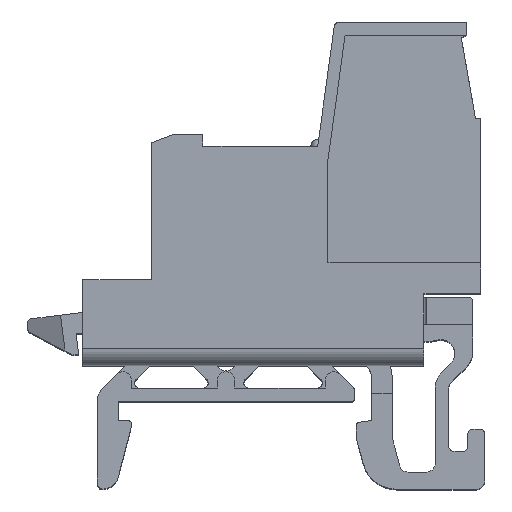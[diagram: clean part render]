
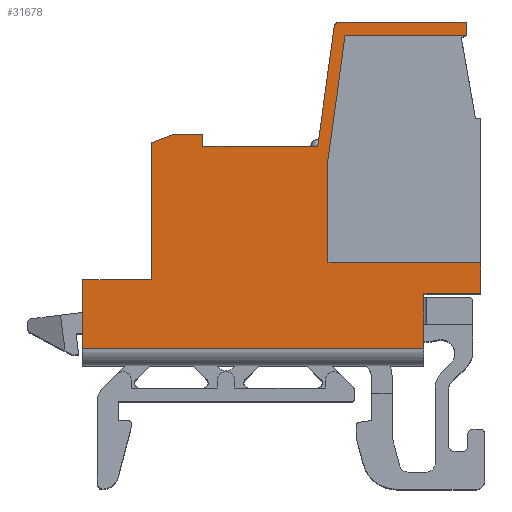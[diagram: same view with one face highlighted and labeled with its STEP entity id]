
A CAD part, top view. The second image highlights one B-rep face of the part: STEP entity #31678.
In plain terms, the highlighted planar face has unit normal (0, 0, 1).
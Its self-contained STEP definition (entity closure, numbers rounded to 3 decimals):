
#137=DIRECTION('',(0.,-1.,0.));
#138=VECTOR('',#137,3.2);
#139=CARTESIAN_POINT('',(15.9,-0.8,3.24));
#140=LINE('',#139,#138);
#4712=DIRECTION('',(0.,-1.,0.));
#4713=VECTOR('',#4712,8.);
#4714=CARTESIAN_POINT('',(0.,8.,3.24));
#4715=LINE('',#4714,#4713);
#7335=CARTESIAN_POINT('',(10.961,14.75,3.24));
#7336=DIRECTION('',(0.,0.,1.));
#7337=DIRECTION('',(0.,1.,0.));
#7338=AXIS2_PLACEMENT_3D('',#7335,#7336,#7337);
#7340=DIRECTION('',(-1.,0.,0.));
#7341=VECTOR('',#7340,7.439);
#7342=CARTESIAN_POINT('',(18.4,15.05,3.24));
#7343=LINE('',#7342,#7341);
#7344=DIRECTION('',(0.,1.,0.));
#7345=VECTOR('',#7344,0.75);
#7346=CARTESIAN_POINT('',(18.4,14.3,3.24));
#7347=LINE('',#7346,#7345);
#7348=DIRECTION('',(0.894,0.447,0.));
#7349=VECTOR('',#7348,0.112);
#7350=CARTESIAN_POINT('',(18.3,14.25,3.24));
#7351=LINE('',#7350,#7349);
#7352=DIRECTION('',(-1.,0.,0.));
#7353=VECTOR('',#7352,7.004);
#7354=CARTESIAN_POINT('',(18.3,14.25,3.24));
#7355=LINE('',#7354,#7353);
#7356=DIRECTION('',(-0.137,-0.991,0.));
#7357=VECTOR('',#7356,7.291);
#7358=CARTESIAN_POINT('',(11.296,14.25,3.24));
#7359=LINE('',#7358,#7357);
#7360=DIRECTION('',(0.,-1.,0.));
#7361=VECTOR('',#7360,6.027);
#7362=CARTESIAN_POINT('',(10.3,7.027,3.24));
#7363=LINE('',#7362,#7361);
#7364=DIRECTION('',(-1.,0.,0.));
#7365=VECTOR('',#7364,8.9);
#7366=CARTESIAN_POINT('',(19.2,1.,3.24));
#7367=LINE('',#7366,#7365);
#7368=DIRECTION('',(-1.,0.,0.));
#7369=VECTOR('',#7368,19.9);
#7370=CARTESIAN_POINT('',(15.9,-4.,3.24));
#7371=LINE('',#7370,#7369);
#7372=DIRECTION('',(-1.,0.,0.));
#7373=VECTOR('',#7372,4.);
#7374=CARTESIAN_POINT('',(0.,0.,3.24));
#7375=LINE('',#7374,#7373);
#7376=DIRECTION('',(-0.933,-0.359,0.));
#7377=VECTOR('',#7376,1.393);
#7378=CARTESIAN_POINT('',(1.3,8.5,3.24));
#7379=LINE('',#7378,#7377);
#7380=DIRECTION('',(-1.,0.,0.));
#7381=VECTOR('',#7380,1.7);
#7382=CARTESIAN_POINT('',(3.,8.5,3.24));
#7383=LINE('',#7382,#7381);
#7384=DIRECTION('',(0.,1.,0.));
#7385=VECTOR('',#7384,0.7);
#7386=CARTESIAN_POINT('',(3.,7.8,3.24));
#7387=LINE('',#7386,#7385);
#7388=DIRECTION('',(-1.,0.,0.));
#7389=VECTOR('',#7388,6.7);
#7390=CARTESIAN_POINT('',(9.7,7.8,3.24));
#7391=LINE('',#7390,#7389);
#7392=DIRECTION('',(-0.137,-0.991,0.));
#7393=VECTOR('',#7392,7.057);
#7394=CARTESIAN_POINT('',(10.664,14.791,3.24));
#7395=LINE('',#7394,#7393);
#11240=DIRECTION('',(-1.,0.,0.));
#11241=VECTOR('',#11240,3.3);
#11242=CARTESIAN_POINT('',(19.2,-0.8,3.24));
#11243=LINE('',#11242,#11241);
#11252=DIRECTION('',(0.,1.,0.));
#11253=VECTOR('',#11252,1.8);
#11254=CARTESIAN_POINT('',(19.2,-0.8,3.24));
#11255=LINE('',#11254,#11253);
#11374=DIRECTION('',(0.,-1.,0.));
#11375=VECTOR('',#11374,4.);
#11376=CARTESIAN_POINT('',(-4.,0.,3.24));
#11377=LINE('',#11376,#11375);
#17008=CARTESIAN_POINT('',(9.7,7.8,3.24));
#17009=CARTESIAN_POINT('',(3.,7.8,3.24));
#17010=VERTEX_POINT('',#17008);
#17011=VERTEX_POINT('',#17009);
#17012=CARTESIAN_POINT('',(3.,8.5,3.24));
#17013=VERTEX_POINT('',#17012);
#17014=CARTESIAN_POINT('',(1.3,8.5,3.24));
#17015=CARTESIAN_POINT('',(0.,8.,3.24));
#17016=VERTEX_POINT('',#17014);
#17017=VERTEX_POINT('',#17015);
#17030=CARTESIAN_POINT('',(10.3,7.027,3.24));
#17031=CARTESIAN_POINT('',(10.3,1.,3.24));
#17032=VERTEX_POINT('',#17030);
#17033=VERTEX_POINT('',#17031);
#17034=CARTESIAN_POINT('',(19.2,1.,3.24));
#17035=VERTEX_POINT('',#17034);
#17036=CARTESIAN_POINT('',(11.296,14.25,3.24));
#17037=VERTEX_POINT('',#17036);
#17048=CARTESIAN_POINT('',(18.3,14.25,3.24));
#17049=VERTEX_POINT('',#17048);
#17050=CARTESIAN_POINT('',(18.4,14.3,3.24));
#17051=VERTEX_POINT('',#17050);
#17054=CARTESIAN_POINT('',(18.4,15.05,3.24));
#17055=VERTEX_POINT('',#17054);
#17091=CARTESIAN_POINT('',(-4.,0.,3.24));
#17093=VERTEX_POINT('',#17091);
#17098=CARTESIAN_POINT('',(0.,0.,3.24));
#17099=VERTEX_POINT('',#17098);
#17101=CARTESIAN_POINT('',(-4.,-4.,3.24));
#17103=VERTEX_POINT('',#17101);
#17104=CARTESIAN_POINT('',(15.9,-4.,3.24));
#17105=VERTEX_POINT('',#17104);
#17117=CARTESIAN_POINT('',(19.2,-0.8,3.24));
#17119=VERTEX_POINT('',#17117);
#17121=CARTESIAN_POINT('',(15.9,-0.8,3.24));
#17123=VERTEX_POINT('',#17121);
#17186=CARTESIAN_POINT('',(10.961,15.05,3.24));
#17187=CARTESIAN_POINT('',(10.664,14.791,3.24));
#17188=VERTEX_POINT('',#17186);
#17189=VERTEX_POINT('',#17187);
#31640=CARTESIAN_POINT('',(0.,0.,3.24));
#31641=DIRECTION('',(0.,0.,1.));
#31642=DIRECTION('',(1.,0.,0.));
#31643=AXIS2_PLACEMENT_3D('',#31640,#31641,#31642);
#31644=PLANE('',#31643);
#31645=ORIENTED_EDGE('',*,*,#27434,.F.);
#31646=ORIENTED_EDGE('',*,*,#23188,.F.);
#31648=ORIENTED_EDGE('',*,*,#31647,.F.);
#31650=ORIENTED_EDGE('',*,*,#31649,.F.);
#31652=ORIENTED_EDGE('',*,*,#31651,.T.);
#31654=ORIENTED_EDGE('',*,*,#31653,.T.);
#31656=ORIENTED_EDGE('',*,*,#31655,.T.);
#31658=ORIENTED_EDGE('',*,*,#31657,.F.);
#31660=ORIENTED_EDGE('',*,*,#31659,.F.);
#31662=ORIENTED_EDGE('',*,*,#31661,.T.);
#31663=ORIENTED_EDGE('',*,*,#21338,.T.);
#31665=ORIENTED_EDGE('',*,*,#31664,.T.);
#31667=ORIENTED_EDGE('',*,*,#31666,.F.);
#31668=ORIENTED_EDGE('',*,*,#31527,.F.);
#31669=ORIENTED_EDGE('',*,*,#27705,.F.);
#31671=ORIENTED_EDGE('',*,*,#31670,.F.);
#31672=ORIENTED_EDGE('',*,*,#27572,.F.);
#31673=ORIENTED_EDGE('',*,*,#27545,.F.);
#31674=ORIENTED_EDGE('',*,*,#27530,.F.);
#31675=ORIENTED_EDGE('',*,*,#27467,.F.);
#31676=EDGE_LOOP('',(#31645,#31646,#31648,#31650,#31652,#31654,#31656,#31658,
#31660,#31662,#31663,#31665,#31667,#31668,#31669,#31671,#31672,#31673,#31674,
#31675));
#31677=FACE_OUTER_BOUND('',#31676,.F.);
#31678=ADVANCED_FACE('',(#31677),#31644,.T.);
#7339=CIRCLE('',#7338,0.3);
#21338=EDGE_CURVE('',#17123,#17105,#140,.T.);
#23188=EDGE_CURVE('',#17055,#17188,#7343,.T.);
#27434=EDGE_CURVE('',#17188,#17189,#7339,.T.);
#27467=EDGE_CURVE('',#17189,#17010,#7395,.T.);
#27530=EDGE_CURVE('',#17010,#17011,#7391,.T.);
#27545=EDGE_CURVE('',#17011,#17013,#7387,.T.);
#27572=EDGE_CURVE('',#17013,#17016,#7383,.T.);
#27705=EDGE_CURVE('',#17017,#17099,#4715,.T.);
#31527=EDGE_CURVE('',#17099,#17093,#7375,.T.);
#31647=EDGE_CURVE('',#17051,#17055,#7347,.T.);
#31649=EDGE_CURVE('',#17049,#17051,#7351,.T.);
#31651=EDGE_CURVE('',#17049,#17037,#7355,.T.);
#31653=EDGE_CURVE('',#17037,#17032,#7359,.T.);
#31655=EDGE_CURVE('',#17032,#17033,#7363,.T.);
#31657=EDGE_CURVE('',#17035,#17033,#7367,.T.);
#31659=EDGE_CURVE('',#17119,#17035,#11255,.T.);
#31661=EDGE_CURVE('',#17119,#17123,#11243,.T.);
#31664=EDGE_CURVE('',#17105,#17103,#7371,.T.);
#31666=EDGE_CURVE('',#17093,#17103,#11377,.T.);
#31670=EDGE_CURVE('',#17016,#17017,#7379,.T.);
